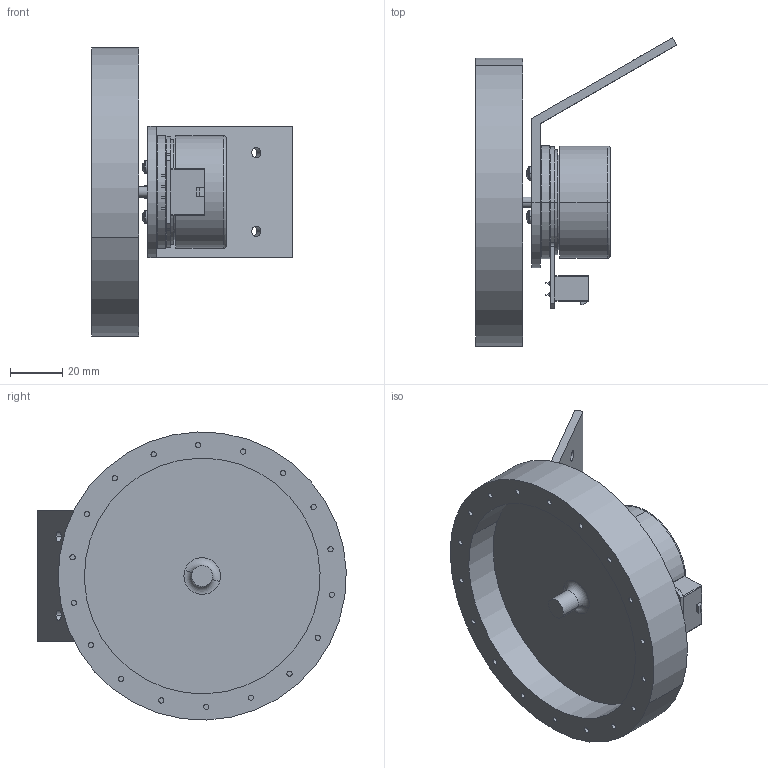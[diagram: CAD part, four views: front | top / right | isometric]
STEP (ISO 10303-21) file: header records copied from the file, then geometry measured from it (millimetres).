
FILE_DESCRIPTION (( 'STEP AP203' ), '1' );
FILE_NAME ('SE_01_1_5000.STEP', '2020-10-21T10:30:02', ( '' ), ( '' ), 'SwSTEP 2.0', 'SolidWorks 2017', '' );
FILE_SCHEMA (( 'CONFIG_CONTROL_DESIGN' ));
Length unit declared in the file: millimetre
Products named in the file (5): pan head cross recess screw_iso_ISO 7045 - M2.5 x 8 - Z - 8N; SE_01_1_5002; SE_01_1_5003; SE_01_1_5000; SE_01_1_5001
Assembly tree (6 placements, depth 2):
  SE_01_1_5000
    SE_01_1_5001
    SE_01_1_5002
    SE_01_1_5003
    pan head cross recess screw_iso_ISO 7045 - M2.5 x 8 - Z - 8N  x3
Bounding box: 76.66 x 117.74 x 109.95 mm (x, y, z)
Volume: 146647.7 mm3; surface area: 53935.5 mm2
Topology: 6 solids, 6 shells, 516 faces, 1184 edges, 753 vertices
Faces by surface type: plane 283, cylinder 140, cone 67, torus 16, sphere 6, bspline 4
Entity records: 12778 total; most frequent: CARTESIAN_POINT 2207, DIRECTION 2188, ORIENTED_EDGE 1944, EDGE_CURVE 972, AXIS2_PLACEMENT_3D 802, VERTEX_POINT 633, LINE 584, VECTOR 584
